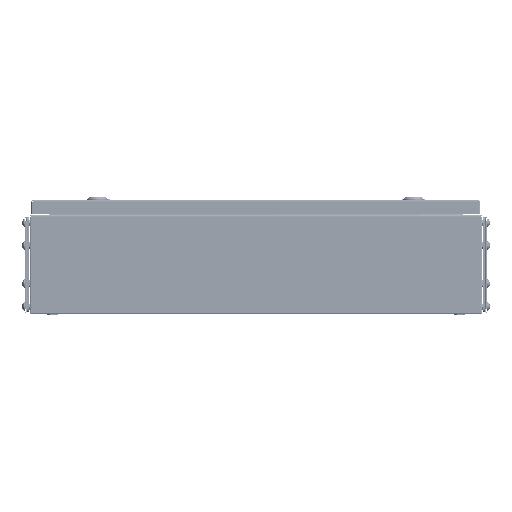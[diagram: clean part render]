
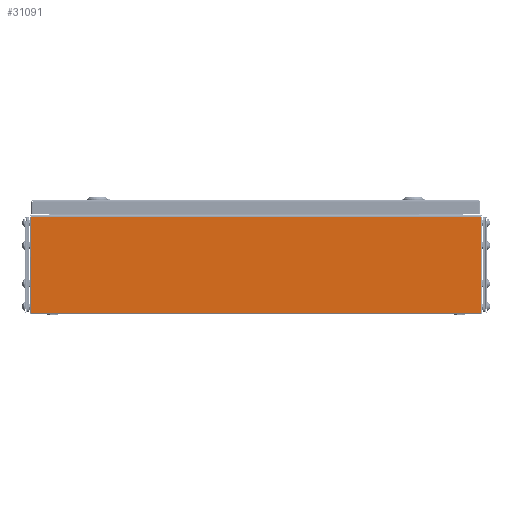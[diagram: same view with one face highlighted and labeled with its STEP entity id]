
A CAD part, left-side view. The second image highlights one B-rep face of the part: STEP entity #31091.
In plain terms, the highlighted planar face has unit normal (-1, 0, 0).
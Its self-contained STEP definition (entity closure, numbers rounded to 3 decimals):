
#3443 = VERTEX_POINT ( 'NONE', #5041 ) ;
#3920 = VECTOR ( 'NONE', #32156, 1000. ) ;
#4464 = DIRECTION ( 'NONE',  ( 0., 1., 0. ) ) ;
#5041 = CARTESIAN_POINT ( 'NONE',  ( -300., 295.5, 127.5 ) ) ;
#12238 = VECTOR ( 'NONE', #37355, 1000. ) ;
#12410 = VERTEX_POINT ( 'NONE', #81574 ) ;
#17916 = CARTESIAN_POINT ( 'NONE',  ( -300., 0., 0. ) ) ;
#18249 = CARTESIAN_POINT ( 'NONE',  ( -300., -295.5, 127.5 ) ) ;
#18787 = FACE_OUTER_BOUND ( 'NONE', #57595, .T. ) ;
#24497 = ORIENTED_EDGE ( 'NONE', *, *, #32226, .T. ) ;
#31091 = ADVANCED_FACE ( 'NONE', ( #18787 ), #78197, .F. ) ;
#31141 = EDGE_CURVE ( 'NONE', #48631, #12410, #45059, .T. ) ;
#31716 = DIRECTION ( 'NONE',  ( 0., 0., -1. ) ) ;
#32156 = DIRECTION ( 'NONE',  ( 0., 0., 1. ) ) ;
#32226 = EDGE_CURVE ( 'NONE', #12410, #3443, #83712, .T. ) ;
#32589 = CARTESIAN_POINT ( 'NONE',  ( -300., -295.5, 0. ) ) ;
#32730 = EDGE_CURVE ( 'NONE', #3443, #70306, #62768, .T. ) ;
#32878 = VECTOR ( 'NONE', #4464, 1000. ) ;
#34496 = LINE ( 'NONE', #71660, #62521 ) ;
#35709 = EDGE_CURVE ( 'NONE', #48631, #70306, #34496, .T. ) ;
#37355 = DIRECTION ( 'NONE',  ( 0., 0., -1. ) ) ;
#40953 = DIRECTION ( 'NONE',  ( 0., 1., 0. ) ) ;
#45059 = LINE ( 'NONE', #32589, #3920 ) ;
#48631 = VERTEX_POINT ( 'NONE', #60435 ) ;
#56307 = CARTESIAN_POINT ( 'NONE',  ( -300., 295.5, 0. ) ) ;
#57123 = DIRECTION ( 'NONE',  ( 1., 0., 0. ) ) ;
#57595 = EDGE_LOOP ( 'NONE', ( #24497, #58995, #60154, #70538 ) ) ;
#58995 = ORIENTED_EDGE ( 'NONE', *, *, #32730, .T. ) ;
#60154 = ORIENTED_EDGE ( 'NONE', *, *, #35709, .F. ) ;
#60435 = CARTESIAN_POINT ( 'NONE',  ( -300., -295.5, 1. ) ) ;
#62521 = VECTOR ( 'NONE', #40953, 1000. ) ;
#62768 = LINE ( 'NONE', #56307, #12238 ) ;
#67217 = AXIS2_PLACEMENT_3D ( 'NONE', #17916, #57123, #31716 ) ;
#70306 = VERTEX_POINT ( 'NONE', #76282 ) ;
#70538 = ORIENTED_EDGE ( 'NONE', *, *, #31141, .T. ) ;
#71660 = CARTESIAN_POINT ( 'NONE',  ( -300., 295.5, 1. ) ) ;
#76282 = CARTESIAN_POINT ( 'NONE',  ( -300., 295.5, 1. ) ) ;
#78197 = PLANE ( 'NONE',  #67217 ) ;
#81574 = CARTESIAN_POINT ( 'NONE',  ( -300., -295.5, 127.5 ) ) ;
#83712 = LINE ( 'NONE', #18249, #32878 ) ;
